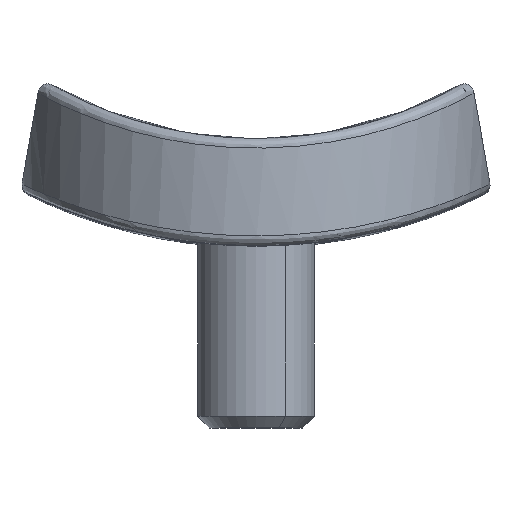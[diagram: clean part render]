
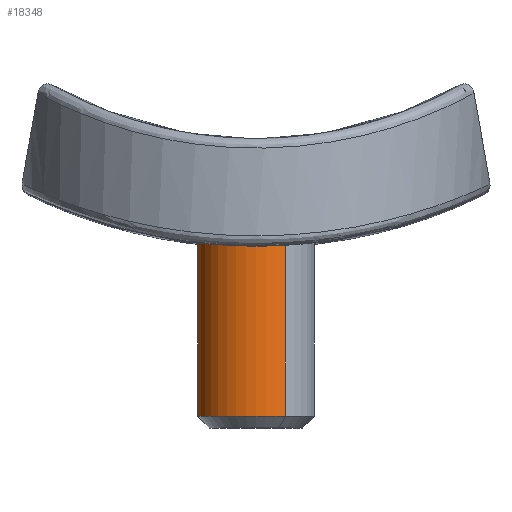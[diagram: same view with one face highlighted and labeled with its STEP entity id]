
A CAD part, top view. The second image highlights one B-rep face of the part: STEP entity #18348.
In plain terms, the highlighted cylindrical face has radius 3 mm (diameter 6 mm), a partial arc.
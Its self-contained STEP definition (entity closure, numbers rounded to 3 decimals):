
#298 = CIRCLE ( 'NONE', #8305, 3. ) ;
#476 = ORIENTED_EDGE ( 'NONE', *, *, #12842, .F. ) ;
#634 = DIRECTION ( 'NONE',  ( 0., 0., -1. ) ) ;
#2196 = CIRCLE ( 'NONE', #7456, 3. ) ;
#2709 = CARTESIAN_POINT ( 'NONE',  ( 0., -3., 0. ) ) ;
#3184 = CARTESIAN_POINT ( 'NONE',  ( 0., 0., 13.4 ) ) ;
#3425 = ORIENTED_EDGE ( 'NONE', *, *, #16008, .F. ) ;
#3638 = CARTESIAN_POINT ( 'NONE',  ( 0., 0., 0. ) ) ;
#4136 = DIRECTION ( 'NONE',  ( 0., 1., 0. ) ) ;
#4554 = FACE_OUTER_BOUND ( 'NONE', #17416, .T. ) ;
#4648 = VECTOR ( 'NONE', #14553, 1000. ) ;
#6318 = VERTEX_POINT ( 'NONE', #13698 ) ;
#7335 = LINE ( 'NONE', #2709, #4648 ) ;
#7456 = AXIS2_PLACEMENT_3D ( 'NONE', #16165, #7629, #4136 ) ;
#7629 = DIRECTION ( 'NONE',  ( 0., 0., -1. ) ) ;
#8305 = AXIS2_PLACEMENT_3D ( 'NONE', #3184, #8565, #10078 ) ;
#8502 = EDGE_CURVE ( 'NONE', #17872, #6318, #14904, .T. ) ;
#8565 = DIRECTION ( 'NONE',  ( 0., 0., -1. ) ) ;
#10078 = DIRECTION ( 'NONE',  ( 0., -1., 0. ) ) ;
#10155 = VECTOR ( 'NONE', #634, 1000. ) ;
#11441 = ORIENTED_EDGE ( 'NONE', *, *, #18151, .T. ) ;
#12842 = EDGE_CURVE ( 'NONE', #21598, #13877, #7335, .T. ) ;
#13013 = CARTESIAN_POINT ( 'NONE',  ( 0., -3., 13.4 ) ) ;
#13698 = CARTESIAN_POINT ( 'NONE',  ( 0., 3., 3.3 ) ) ;
#13744 = CARTESIAN_POINT ( 'NONE',  ( 0., -3., 3.3 ) ) ;
#13877 = VERTEX_POINT ( 'NONE', #13744 ) ;
#14553 = DIRECTION ( 'NONE',  ( 0., 0., -1. ) ) ;
#14904 = LINE ( 'NONE', #17003, #10155 ) ;
#16008 = EDGE_CURVE ( 'NONE', #13877, #6318, #2196, .T. ) ;
#16165 = CARTESIAN_POINT ( 'NONE',  ( 0., 0., 3.3 ) ) ;
#17003 = CARTESIAN_POINT ( 'NONE',  ( 0., 3., 0. ) ) ;
#17252 = CYLINDRICAL_SURFACE ( 'NONE', #20325, 3. ) ;
#17416 = EDGE_LOOP ( 'NONE', ( #476, #11441, #18145, #3425 ) ) ;
#17872 = VERTEX_POINT ( 'NONE', #18908 ) ;
#18145 = ORIENTED_EDGE ( 'NONE', *, *, #8502, .T. ) ;
#18151 = EDGE_CURVE ( 'NONE', #21598, #17872, #298, .T. ) ;
#18348 = ADVANCED_FACE ( 'NONE', ( #4554 ), #17252, .T. ) ;
#18908 = CARTESIAN_POINT ( 'NONE',  ( 0., 3., 13.4 ) ) ;
#20325 = AXIS2_PLACEMENT_3D ( 'NONE', #3638, #20362, #20572 ) ;
#20362 = DIRECTION ( 'NONE',  ( 0., 0., -1. ) ) ;
#20572 = DIRECTION ( 'NONE',  ( 0., 1., 0. ) ) ;
#21598 = VERTEX_POINT ( 'NONE', #13013 ) ;
